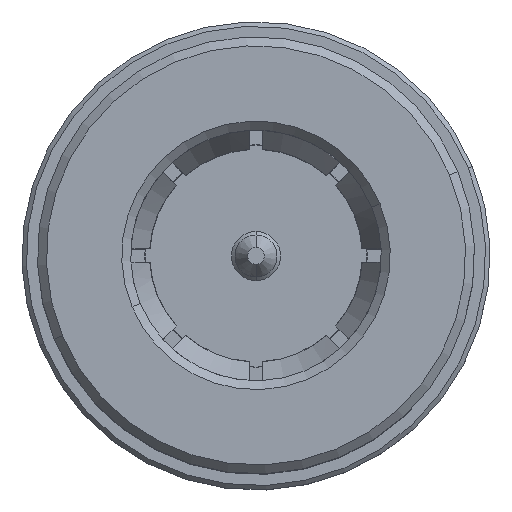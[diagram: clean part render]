
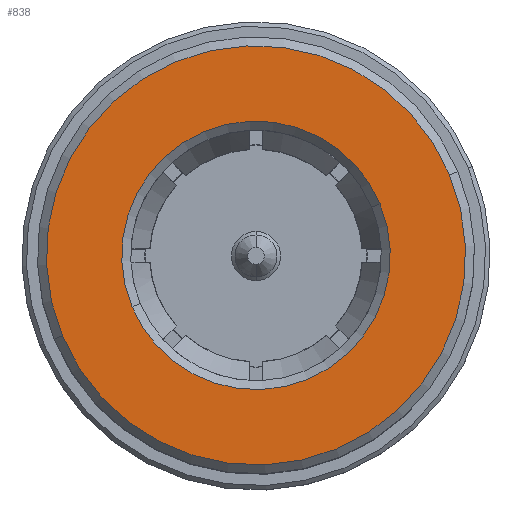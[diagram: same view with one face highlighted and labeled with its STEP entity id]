
A CAD part, top view. The second image highlights one B-rep face of the part: STEP entity #838.
In plain terms, the highlighted planar face has unit normal (0, 0, 1).
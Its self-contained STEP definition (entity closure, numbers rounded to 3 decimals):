
#96 = EDGE_CURVE ( 'NONE', #1277, #943, #418, .T. ) ;
#361 = EDGE_CURVE ( 'NONE', #1971, #3981, #5726, .T. ) ;
#374 = EDGE_LOOP ( 'NONE', ( #4066, #4588 ) ) ;
#418 = CIRCLE ( 'NONE', #5231, 3.01 ) ;
#584 = AXIS2_PLACEMENT_3D ( 'NONE', #2681, #7191, #3339 ) ;
#700 = DIRECTION ( 'NONE',  ( 0.924, 0.383, 0. ) ) ;
#838 = ADVANCED_FACE ( 'NONE', ( #7514, #4082 ), #3220, .T. ) ;
#943 = VERTEX_POINT ( 'NONE', #4035 ) ;
#1180 = CARTESIAN_POINT ( 'NONE',  ( 0., 0., 2.85 ) ) ;
#1277 = VERTEX_POINT ( 'NONE', #2922 ) ;
#1398 = EDGE_LOOP ( 'NONE', ( #3879, #5295 ) ) ;
#1917 = CARTESIAN_POINT ( 'NONE',  ( -4.342, -1.8, 2.85 ) ) ;
#1971 = VERTEX_POINT ( 'NONE', #1917 ) ;
#2217 = EDGE_CURVE ( 'NONE', #3981, #1971, #2587, .T. ) ;
#2292 = DIRECTION ( 'NONE',  ( 0., 0., 1. ) ) ;
#2587 = CIRCLE ( 'NONE', #5521, 4.7 ) ;
#2681 = CARTESIAN_POINT ( 'NONE',  ( 0., 0., 2.85 ) ) ;
#2922 = CARTESIAN_POINT ( 'NONE',  ( 2.78, 1.153, 2.85 ) ) ;
#3036 = DIRECTION ( 'NONE',  ( 0., 0., -1. ) ) ;
#3149 = DIRECTION ( 'NONE',  ( 0., 0., -1. ) ) ;
#3194 = CIRCLE ( 'NONE', #5777, 3.01 ) ;
#3220 = PLANE ( 'NONE',  #3436 ) ;
#3339 = DIRECTION ( 'NONE',  ( 0.924, 0.383, 0. ) ) ;
#3436 = AXIS2_PLACEMENT_3D ( 'NONE', #5806, #7129, #700 ) ;
#3879 = ORIENTED_EDGE ( 'NONE', *, *, #361, .T. ) ;
#3981 = VERTEX_POINT ( 'NONE', #4373 ) ;
#4035 = CARTESIAN_POINT ( 'NONE',  ( -2.78, -1.153, 2.85 ) ) ;
#4066 = ORIENTED_EDGE ( 'NONE', *, *, #96, .T. ) ;
#4082 = FACE_OUTER_BOUND ( 'NONE', #1398, .T. ) ;
#4373 = CARTESIAN_POINT ( 'NONE',  ( 4.342, 1.8, 2.85 ) ) ;
#4470 = EDGE_CURVE ( 'NONE', #943, #1277, #3194, .T. ) ;
#4588 = ORIENTED_EDGE ( 'NONE', *, *, #4470, .T. ) ;
#5231 = AXIS2_PLACEMENT_3D ( 'NONE', #1180, #3149, #7598 ) ;
#5295 = ORIENTED_EDGE ( 'NONE', *, *, #2217, .T. ) ;
#5521 = AXIS2_PLACEMENT_3D ( 'NONE', #6155, #2292, #6803 ) ;
#5726 = CIRCLE ( 'NONE', #584, 4.7 ) ;
#5777 = AXIS2_PLACEMENT_3D ( 'NONE', #6911, #3036, #7559 ) ;
#5806 = CARTESIAN_POINT ( 'NONE',  ( -1.076, 2.596, 2.85 ) ) ;
#6155 = CARTESIAN_POINT ( 'NONE',  ( 0., 0., 2.85 ) ) ;
#6803 = DIRECTION ( 'NONE',  ( 0.924, 0.383, 0. ) ) ;
#6911 = CARTESIAN_POINT ( 'NONE',  ( 0., 0., 2.85 ) ) ;
#7129 = DIRECTION ( 'NONE',  ( 0., 0., 1. ) ) ;
#7191 = DIRECTION ( 'NONE',  ( 0., 0., 1. ) ) ;
#7514 = FACE_BOUND ( 'NONE', #374, .T. ) ;
#7559 = DIRECTION ( 'NONE',  ( 0.924, 0.383, 0. ) ) ;
#7598 = DIRECTION ( 'NONE',  ( 0.924, 0.383, 0. ) ) ;
